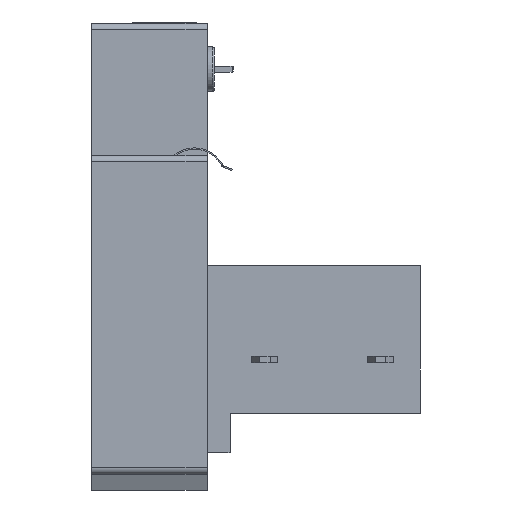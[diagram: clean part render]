
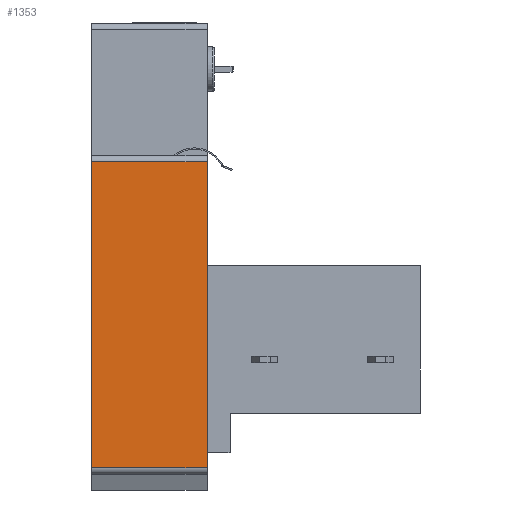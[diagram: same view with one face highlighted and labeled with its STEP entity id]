
A CAD part, front view. The second image highlights one B-rep face of the part: STEP entity #1353.
In plain terms, the highlighted planar face has unit normal (0, -1, 0).
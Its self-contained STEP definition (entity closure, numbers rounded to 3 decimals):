
#1353=ADVANCED_FACE('',(#2916),#2917,.T.);
#2916=FACE_OUTER_BOUND('',#4886,.T.);
#2917=PLANE('',#4887);
#4886=EDGE_LOOP('',(#9497,#9498,#9499,#9500));
#4887=AXIS2_PLACEMENT_3D('',#9501,#9502,#9503);
#9497=ORIENTED_EDGE('',*,*,#12700,.F.);
#9498=ORIENTED_EDGE('',*,*,#12781,.F.);
#9499=ORIENTED_EDGE('',*,*,#12782,.T.);
#9500=ORIENTED_EDGE('',*,*,#12778,.T.);
#9501=CARTESIAN_POINT('',(0.0,0.0,50.0));
#9502=DIRECTION('',(0.0,-1.0,0.0));
#9503=DIRECTION('',(-1.0,0.0,0.0));
#12700=EDGE_CURVE('',#15436,#15438,#15439,.T.);
#12778=EDGE_CURVE('',#15554,#15438,#15555,.T.);
#12781=EDGE_CURVE('',#15558,#15436,#15559,.T.);
#12782=EDGE_CURVE('',#15558,#15554,#15560,.T.);
#15436=VERTEX_POINT('',#20420);
#15438=VERTEX_POINT('',#20422);
#15439=LINE('',#20423,#20424);
#15554=VERTEX_POINT('',#20578);
#15555=LINE('',#20579,#20580);
#15558=VERTEX_POINT('',#20583);
#15559=LINE('',#20584,#20585);
#15560=LINE('',#20586,#20587);
#20420=CARTESIAN_POINT('',(17.6,0.,50.));
#20422=CARTESIAN_POINT('',(17.6,0.0,3.4));
#20423=CARTESIAN_POINT('',(17.6,0.0,50.0));
#20424=VECTOR('',#23230,1.0);
#20578=CARTESIAN_POINT('',(0.0,0.0,3.4));
#20579=CARTESIAN_POINT('',(0.0,0.0,3.4));
#20580=VECTOR('',#23327,1.0);
#20583=CARTESIAN_POINT('',(0.0,0.,50.));
#20584=CARTESIAN_POINT('',(0.0,0.,50.));
#20585=VECTOR('',#23331,1.0);
#20586=CARTESIAN_POINT('',(0.0,0.0,50.0));
#20587=VECTOR('',#23332,1.0);
#23230=DIRECTION('',(0.0,0.0,-1.0));
#23327=DIRECTION('',(1.0,-0.0,0.0));
#23331=DIRECTION('',(1.0,-0.0,0.0));
#23332=DIRECTION('',(0.0,0.0,-1.0));
